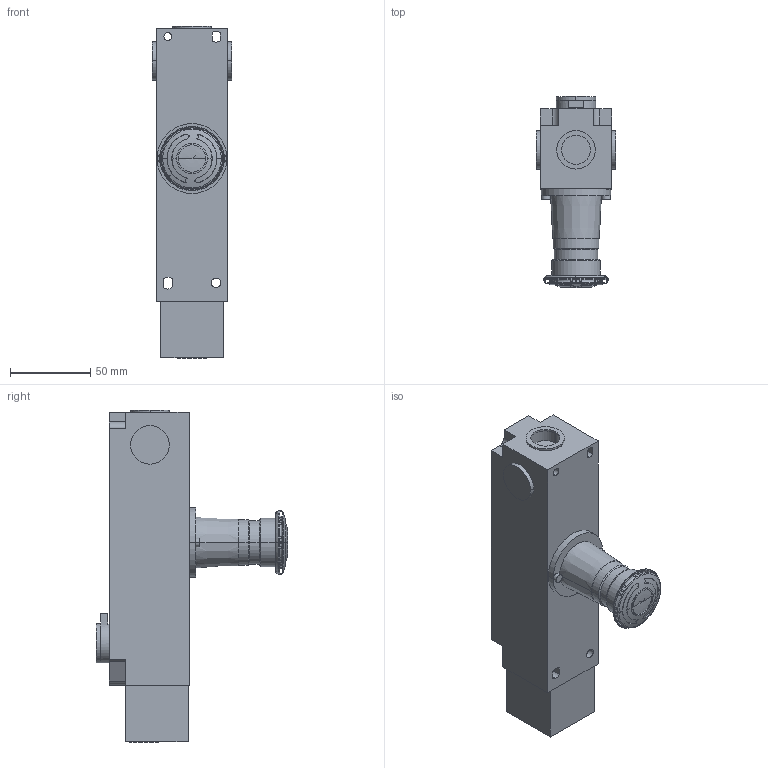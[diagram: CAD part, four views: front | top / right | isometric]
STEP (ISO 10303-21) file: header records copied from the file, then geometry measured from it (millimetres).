
FILE_DESCRIPTION(('STEP AP242'),'1');
FILE_NAME('guard_switch_xcslf3737412.stp','2020-01-03T09:20:47',('TraceParts'),('TraceParts S.A.'),'Spatial InterOp 3D',' ',' ');
FILE_SCHEMA(('AP242_MANAGED_MODEL_BASED_3D_ENGINEERING_MIM_LF {1 0 10303 442 1 1 4}'));
Length unit declared in the file: millimetre
Products named in the file (1): guard_switch_xcslf3737412_1
Bounding box: 49.8 x 118.99 x 206.7 mm (x, y, z)
Volume: 450516.4 mm3; surface area: 66721.5 mm2
Topology: 6 solids, 6 shells, 276 faces, 687 edges, 437 vertices
Faces by surface type: cylinder 106, plane 99, torus 32, cone 28, sphere 4, revolution 3, bspline 2, extrusion 2
Entity records: 11022 total; most frequent: CARTESIAN_POINT 1999, DIRECTION 1505, ORIENTED_EDGE 1370, EDGE_CURVE 685, AXIS2_PLACEMENT_3D 616, VERTEX_POINT 437, CIRCLE 328, EDGE_LOOP 302
